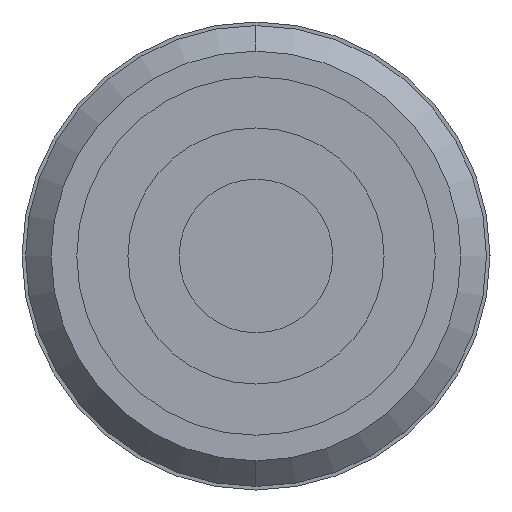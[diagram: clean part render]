
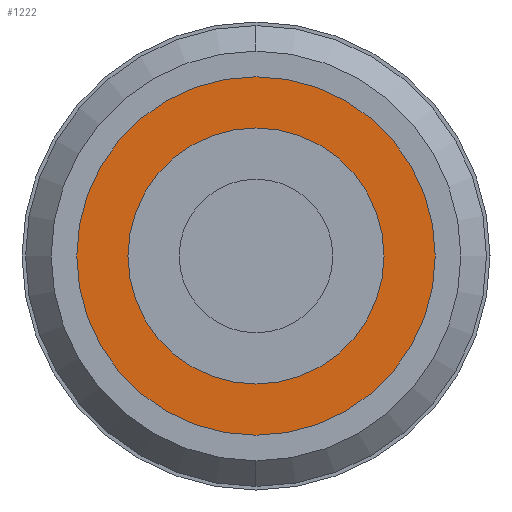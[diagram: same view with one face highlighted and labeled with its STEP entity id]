
A CAD part, left-side view. The second image highlights one B-rep face of the part: STEP entity #1222.
In plain terms, the highlighted planar face has unit normal (-1, 0, 0).
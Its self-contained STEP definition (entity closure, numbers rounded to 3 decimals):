
#17 = CARTESIAN_POINT ( 'NONE',  ( 0., 0., 0. ) ) ;
#35 = DIRECTION ( 'NONE',  ( -1., 0., 0. ) ) ;
#88 = ORIENTED_EDGE ( 'NONE', *, *, #1065, .T. ) ;
#103 = PLANE ( 'NONE',  #635 ) ;
#137 = DIRECTION ( 'NONE',  ( -1., 0., 0. ) ) ;
#153 = VERTEX_POINT ( 'NONE', #436 ) ;
#213 = AXIS2_PLACEMENT_3D ( 'NONE', #601, #279, #1120 ) ;
#241 = CARTESIAN_POINT ( 'NONE',  ( 0., 0., 0. ) ) ;
#279 = DIRECTION ( 'NONE',  ( -1., 0., 0. ) ) ;
#294 = EDGE_CURVE ( 'NONE', #323, #833, #629, .T. ) ;
#312 = FACE_OUTER_BOUND ( 'NONE', #626, .T. ) ;
#323 = VERTEX_POINT ( 'NONE', #589 ) ;
#327 = DIRECTION ( 'NONE',  ( -1., 0., 0. ) ) ;
#410 = AXIS2_PLACEMENT_3D ( 'NONE', #241, #137, #560 ) ;
#419 = VERTEX_POINT ( 'NONE', #1055 ) ;
#433 = CIRCLE ( 'NONE', #213, 1.75 ) ;
#436 = CARTESIAN_POINT ( 'NONE',  ( 0., 0., -1.75 ) ) ;
#508 = DIRECTION ( 'NONE',  ( 0., 0., -1. ) ) ;
#532 = EDGE_LOOP ( 'NONE', ( #1103, #1361 ) ) ;
#560 = DIRECTION ( 'NONE',  ( 0., 0., -1. ) ) ;
#589 = CARTESIAN_POINT ( 'NONE',  ( 0., 0., -1.25 ) ) ;
#601 = CARTESIAN_POINT ( 'NONE',  ( 0., 0., 0. ) ) ;
#623 = CARTESIAN_POINT ( 'NONE',  ( 0., 2.07, 0. ) ) ;
#626 = EDGE_LOOP ( 'NONE', ( #88, #1254 ) ) ;
#629 = CIRCLE ( 'NONE', #1043, 1.25 ) ;
#633 = AXIS2_PLACEMENT_3D ( 'NONE', #17, #327, #993 ) ;
#635 = AXIS2_PLACEMENT_3D ( 'NONE', #623, #1180, #508 ) ;
#712 = CARTESIAN_POINT ( 'NONE',  ( 0., 0., 0. ) ) ;
#833 = VERTEX_POINT ( 'NONE', #1261 ) ;
#844 = CIRCLE ( 'NONE', #633, 1.75 ) ;
#916 = EDGE_CURVE ( 'NONE', #153, #419, #844, .T. ) ;
#980 = EDGE_CURVE ( 'NONE', #833, #323, #1019, .T. ) ;
#993 = DIRECTION ( 'NONE',  ( 0., 0., -1. ) ) ;
#1019 = CIRCLE ( 'NONE', #410, 1.25 ) ;
#1043 = AXIS2_PLACEMENT_3D ( 'NONE', #712, #35, #1125 ) ;
#1055 = CARTESIAN_POINT ( 'NONE',  ( 0., 0., 1.75 ) ) ;
#1065 = EDGE_CURVE ( 'NONE', #419, #153, #433, .T. ) ;
#1071 = FACE_BOUND ( 'NONE', #532, .T. ) ;
#1103 = ORIENTED_EDGE ( 'NONE', *, *, #294, .F. ) ;
#1120 = DIRECTION ( 'NONE',  ( 0., 0., -1. ) ) ;
#1125 = DIRECTION ( 'NONE',  ( 0., 0., -1. ) ) ;
#1180 = DIRECTION ( 'NONE',  ( 1., 0., 0. ) ) ;
#1222 = ADVANCED_FACE ( 'NONE', ( #1071, #312 ), #103, .F. ) ;
#1254 = ORIENTED_EDGE ( 'NONE', *, *, #916, .T. ) ;
#1261 = CARTESIAN_POINT ( 'NONE',  ( 0., 0., 1.25 ) ) ;
#1361 = ORIENTED_EDGE ( 'NONE', *, *, #980, .F. ) ;
